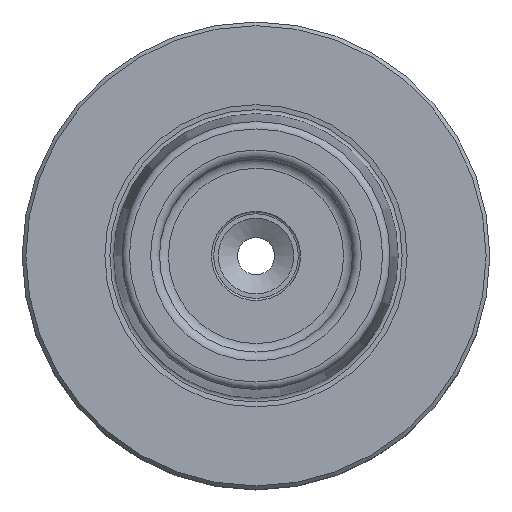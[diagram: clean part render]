
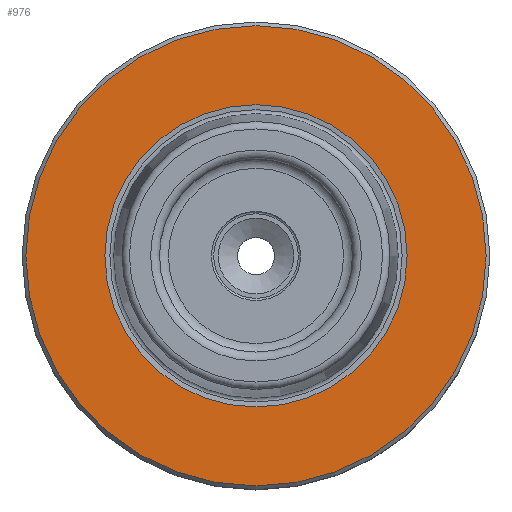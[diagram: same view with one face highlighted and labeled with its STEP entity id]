
A CAD part, top view. The second image highlights one B-rep face of the part: STEP entity #976.
In plain terms, the highlighted planar face has unit normal (0, 0, 1).
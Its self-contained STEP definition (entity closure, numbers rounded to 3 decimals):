
#55=PLANE('',#1060);
#99=ORIENTED_EDGE('',*,*,#195,.F.);
#100=ORIENTED_EDGE('',*,*,#194,.T.);
#194=EDGE_CURVE('',#249,#249,#304,.T.);
#195=EDGE_CURVE('',#250,#250,#305,.T.);
#249=VERTEX_POINT('',#1416);
#250=VERTEX_POINT('',#1419);
#304=CIRCLE('',#1059,31.);
#305=CIRCLE('',#1061,20.358);
#374=EDGE_LOOP('',(#99));
#375=EDGE_LOOP('',(#100));
#484=FACE_BOUND('',#374,.T.);
#485=FACE_BOUND('',#375,.T.);
#976=ADVANCED_FACE('',(#484,#485),#55,.F.);
#1059=AXIS2_PLACEMENT_3D('',#1415,#1213,#1214);
#1060=AXIS2_PLACEMENT_3D('',#1417,#1215,#1216);
#1061=AXIS2_PLACEMENT_3D('',#1418,#1217,#1218);
#1213=DIRECTION('',(0.,0.,1.));
#1214=DIRECTION('',(1.,0.,0.));
#1215=DIRECTION('',(0.,0.,-1.));
#1216=DIRECTION('',(-1.,0.,0.));
#1217=DIRECTION('',(0.,0.,1.));
#1218=DIRECTION('',(1.,0.,0.));
#1415=CARTESIAN_POINT('',(0.,0.,0.));
#1416=CARTESIAN_POINT('',(31.,0.,0.));
#1417=CARTESIAN_POINT('',(20.358,0.,0.));
#1418=CARTESIAN_POINT('',(0.,0.,0.));
#1419=CARTESIAN_POINT('',(20.358,0.,0.));
